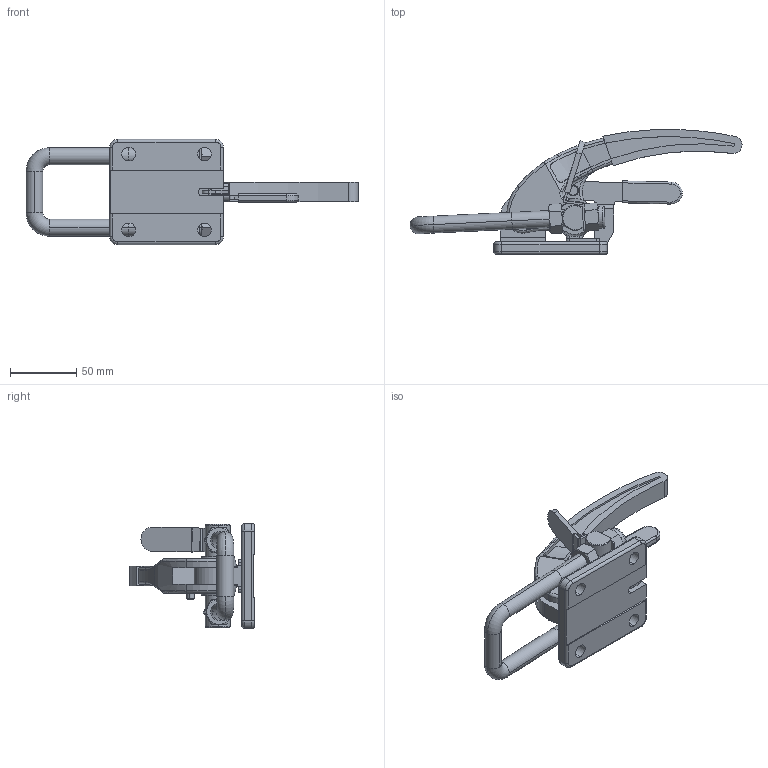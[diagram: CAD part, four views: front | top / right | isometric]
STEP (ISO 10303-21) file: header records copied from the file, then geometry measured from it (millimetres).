
FILE_DESCRIPTION (( 'STEP AP214' ), '1' );
FILE_NAME ('GH-40380-R(Â²¤Æ).STEP', '2020-07-07T08:23:10', ( 'LinWei' ), ( '' ), 'SwSTEP 2.0', 'SolidWorks 2016', '' );
FILE_SCHEMA (( 'AUTOMOTIVE_DESIGN' ));
Length unit declared in the file: millimetre
Products named in the file (5): 44038044-1^GH-40380-R(簡化); 340380R13-2^GH-40380-R(簡化); Group4^GH-40380-R(簡化); Group1^GH-40380-R(簡化); GH-40380-R(簡化)
Assembly tree (4 placements, depth 2):
  GH-40380-R(簡化)
    Group1^GH-40380-R(簡化)
    Group4^GH-40380-R(簡化)
    340380R13-2^GH-40380-R(簡化)
    44038044-1^GH-40380-R(簡化)
Bounding box: 250.59 x 94.31 x 79.4 mm (x, y, z)
Volume: 226107.7 mm3; surface area: 76662.8 mm2
Topology: 7 solids, 7 shells, 483 faces, 1487 edges, 1060 vertices
Faces by surface type: plane 202, cylinder 152, cone 47, torus 46, bspline 36
Entity records: 22199 total; most frequent: CARTESIAN_POINT 7929, ORIENTED_EDGE 2966, DIRECTION 2467, EDGE_CURVE 1483, VERTEX_POINT 1060, AXIS2_PLACEMENT_3D 920, VECTOR 627, LINE 627
